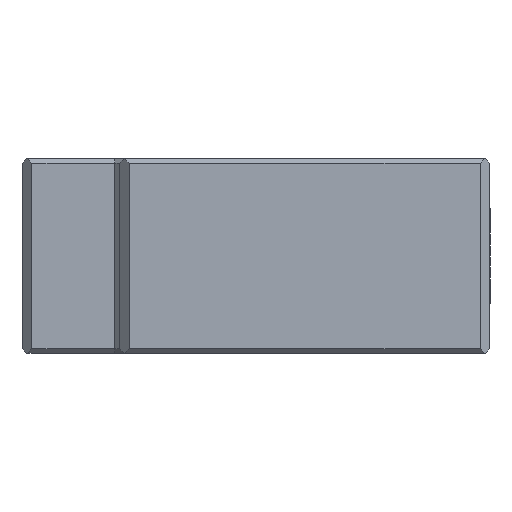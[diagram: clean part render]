
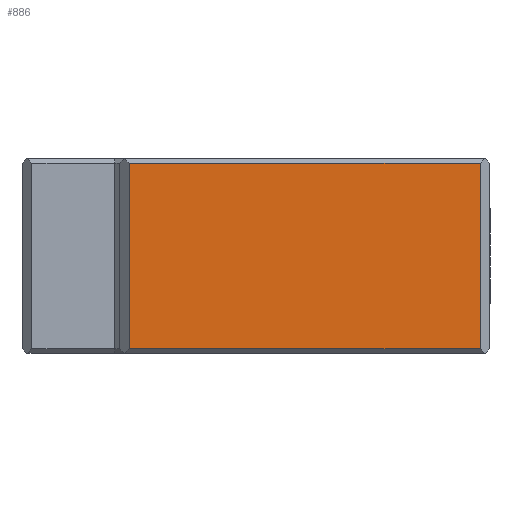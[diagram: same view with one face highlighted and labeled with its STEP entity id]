
A CAD part, left-side view. The second image highlights one B-rep face of the part: STEP entity #886.
In plain terms, the highlighted planar face has unit normal (-1, 0, 0).
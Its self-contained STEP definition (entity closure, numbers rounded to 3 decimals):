
#105 = PLANE ( 'NONE',  #1247 ) ;
#295 = DIRECTION ( 'NONE',  ( 0., 0., -1. ) ) ;
#320 = CARTESIAN_POINT ( 'NONE',  ( -35., 1., 20. ) ) ;
#426 = FACE_OUTER_BOUND ( 'NONE', #1349, .T. ) ;
#624 = CARTESIAN_POINT ( 'NONE',  ( -35., 37., 20. ) ) ;
#679 = VECTOR ( 'NONE', #3442, 1000. ) ;
#703 = EDGE_CURVE ( 'NONE', #1280, #4745, #1154, .T. ) ;
#706 = ORIENTED_EDGE ( 'NONE', *, *, #1825, .F. ) ;
#707 = CARTESIAN_POINT ( 'NONE',  ( -35., 0., 0.5 ) ) ;
#806 = VERTEX_POINT ( 'NONE', #1903 ) ;
#814 = EDGE_CURVE ( 'NONE', #1280, #806, #1532, .T. ) ;
#886 = ADVANCED_FACE ( 'NONE', ( #426 ), #105, .F. ) ;
#1154 = LINE ( 'NONE', #320, #4025 ) ;
#1247 = AXIS2_PLACEMENT_3D ( 'NONE', #2732, #1637, #3173 ) ;
#1280 = VERTEX_POINT ( 'NONE', #4931 ) ;
#1349 = EDGE_LOOP ( 'NONE', ( #2426, #2617, #3540, #706 ) ) ;
#1532 = LINE ( 'NONE', #3068, #3310 ) ;
#1637 = DIRECTION ( 'NONE',  ( 1., 0., 0. ) ) ;
#1825 = EDGE_CURVE ( 'NONE', #2114, #806, #3478, .T. ) ;
#1903 = CARTESIAN_POINT ( 'NONE',  ( -35., 37., 19.5 ) ) ;
#1912 = LINE ( 'NONE', #707, #679 ) ;
#2114 = VERTEX_POINT ( 'NONE', #2278 ) ;
#2158 = DIRECTION ( 'NONE',  ( 0., 0., 1. ) ) ;
#2278 = CARTESIAN_POINT ( 'NONE',  ( -35., 37., 0.5 ) ) ;
#2329 = CARTESIAN_POINT ( 'NONE',  ( -35., 1., 0.5 ) ) ;
#2426 = ORIENTED_EDGE ( 'NONE', *, *, #3011, .F. ) ;
#2617 = ORIENTED_EDGE ( 'NONE', *, *, #703, .F. ) ;
#2732 = CARTESIAN_POINT ( 'NONE',  ( -35., 0., 20. ) ) ;
#3011 = EDGE_CURVE ( 'NONE', #4745, #2114, #1912, .T. ) ;
#3068 = CARTESIAN_POINT ( 'NONE',  ( -35., 0., 19.5 ) ) ;
#3173 = DIRECTION ( 'NONE',  ( 0., 1., 0. ) ) ;
#3310 = VECTOR ( 'NONE', #4574, 1000. ) ;
#3442 = DIRECTION ( 'NONE',  ( 0., 1., 0. ) ) ;
#3478 = LINE ( 'NONE', #624, #3847 ) ;
#3540 = ORIENTED_EDGE ( 'NONE', *, *, #814, .T. ) ;
#3847 = VECTOR ( 'NONE', #2158, 1000. ) ;
#4025 = VECTOR ( 'NONE', #295, 1000. ) ;
#4574 = DIRECTION ( 'NONE',  ( 0., 1., 0. ) ) ;
#4745 = VERTEX_POINT ( 'NONE', #2329 ) ;
#4931 = CARTESIAN_POINT ( 'NONE',  ( -35., 1., 19.5 ) ) ;
